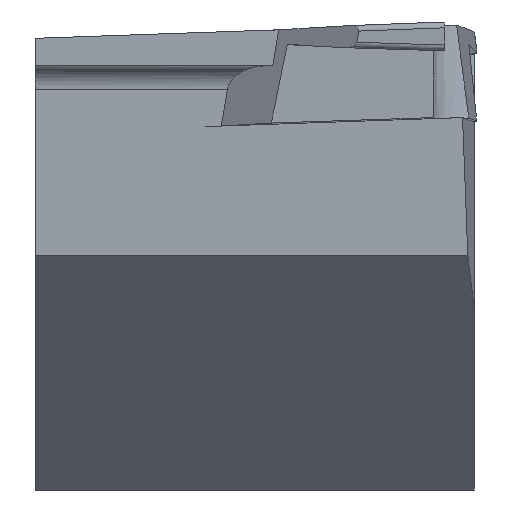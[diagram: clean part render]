
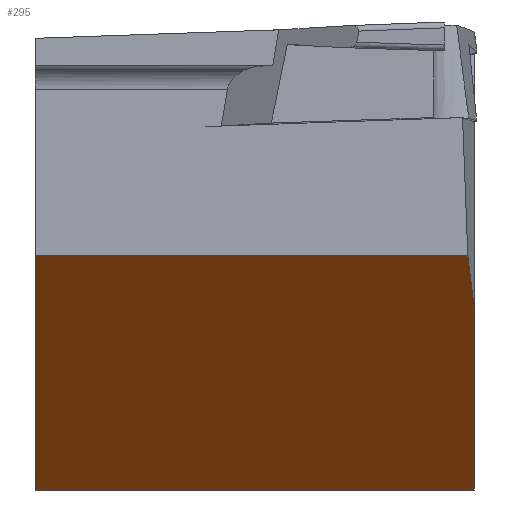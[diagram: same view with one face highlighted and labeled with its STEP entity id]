
A CAD part, left-side view. The second image highlights one B-rep face of the part: STEP entity #295.
In plain terms, the highlighted planar face has unit normal (-0.707, 0, -0.707).
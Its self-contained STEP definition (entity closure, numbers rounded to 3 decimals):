
#295=ADVANCED_FACE('',(#388),#346,.F.);
#346=PLANE('',#1198);
#388=FACE_OUTER_BOUND('',#439,.T.);
#439=EDGE_LOOP('',(#568,#569,#570,#571,#572));
#568=ORIENTED_EDGE('',*,*,#866,.F.);
#569=ORIENTED_EDGE('',*,*,#844,.F.);
#570=ORIENTED_EDGE('',*,*,#841,.F.);
#571=ORIENTED_EDGE('',*,*,#860,.T.);
#572=ORIENTED_EDGE('',*,*,#865,.F.);
#749=VERTEX_POINT('',#1543);
#752=VERTEX_POINT('',#1548);
#754=VERTEX_POINT('',#1555);
#765=VERTEX_POINT('',#1585);
#768=VERTEX_POINT('',#1594);
#841=EDGE_CURVE('',#752,#749,#975,.T.);
#844=EDGE_CURVE('',#749,#754,#978,.T.);
#860=EDGE_CURVE('',#752,#765,#992,.T.);
#865=EDGE_CURVE('',#768,#765,#997,.T.);
#866=EDGE_CURVE('',#754,#768,#998,.T.);
#975=LINE('',#1549,#1081);
#978=LINE('',#1554,#1084);
#992=LINE('',#1586,#1098);
#997=LINE('',#1595,#1103);
#998=LINE('',#1597,#1104);
#1081=VECTOR('',#1272,1.);
#1084=VECTOR('',#1277,1.);
#1098=VECTOR('',#1303,1.);
#1103=VECTOR('',#1310,1.);
#1104=VECTOR('',#1313,1.);
#1198=AXIS2_PLACEMENT_3D('',#1637,#1353,#1354);
#1272=DIRECTION('',(0.704,-0.088,-0.704));
#1277=DIRECTION('',(0.707,0.,-0.707));
#1303=DIRECTION('',(0.,1.,0.));
#1310=DIRECTION('',(-0.707,0.,0.707));
#1313=DIRECTION('',(0.,1.,0.));
#1353=DIRECTION('',(0.707,0.,0.707));
#1354=DIRECTION('',(0.707,0.,-0.707));
#1543=CARTESIAN_POINT('',(4.964,-13.,-5.771));
#1548=CARTESIAN_POINT('',(3.192,-12.78,-4.));
#1549=CARTESIAN_POINT('',(4.254,-12.912,-5.061));
#1554=CARTESIAN_POINT('',(3.192,-13.,-4.));
#1555=CARTESIAN_POINT('',(11.192,-13.,-12.));
#1585=CARTESIAN_POINT('',(3.192,2.,-4.));
#1586=CARTESIAN_POINT('',(3.192,-30.,-4.));
#1594=CARTESIAN_POINT('',(11.192,2.,-12.));
#1595=CARTESIAN_POINT('',(3.192,2.,-4.));
#1597=CARTESIAN_POINT('',(11.192,-30.,-12.));
#1637=CARTESIAN_POINT('',(3.192,-30.,-4.));
